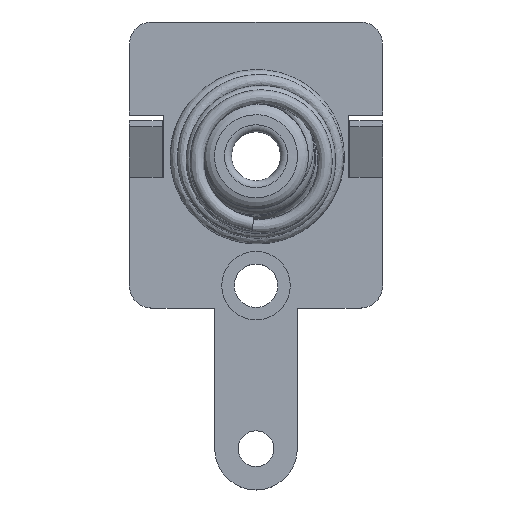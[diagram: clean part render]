
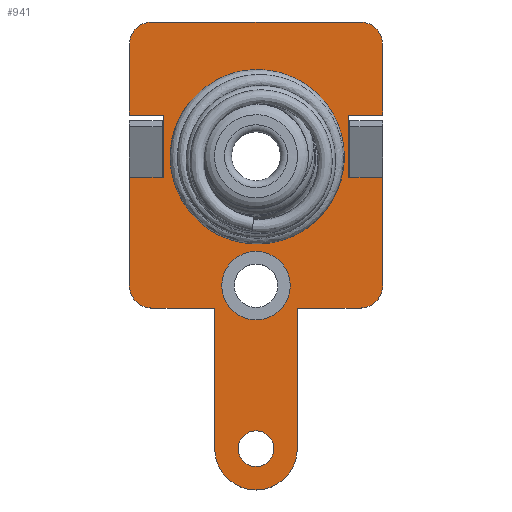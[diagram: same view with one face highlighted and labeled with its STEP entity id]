
A CAD part, top view. The second image highlights one B-rep face of the part: STEP entity #941.
In plain terms, the highlighted planar face has unit normal (0, 0, 1).
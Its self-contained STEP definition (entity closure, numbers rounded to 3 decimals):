
#62=LINE('',#1426,#135);
#65=LINE('',#1432,#138);
#69=LINE('',#1453,#142);
#70=LINE('',#1456,#143);
#71=LINE('',#1460,#144);
#72=LINE('',#1464,#145);
#73=LINE('',#1466,#146);
#74=LINE('',#1468,#147);
#75=LINE('',#1470,#148);
#76=LINE('',#1471,#149);
#77=LINE('',#1475,#150);
#78=LINE('',#1477,#151);
#79=LINE('',#1481,#152);
#80=LINE('',#1483,#153);
#81=LINE('',#1487,#154);
#82=LINE('',#1488,#155);
#83=LINE('',#1490,#156);
#135=VECTOR('',#1127,1000.);
#138=VECTOR('',#1132,1000.);
#142=VECTOR('',#1156,1000.);
#143=VECTOR('',#1157,1000.);
#144=VECTOR('',#1160,1000.);
#145=VECTOR('',#1163,1000.);
#146=VECTOR('',#1164,1000.);
#147=VECTOR('',#1165,1000.);
#148=VECTOR('',#1166,1000.);
#149=VECTOR('',#1167,1000.);
#150=VECTOR('',#1170,1000.);
#151=VECTOR('',#1171,1000.);
#152=VECTOR('',#1174,1000.);
#153=VECTOR('',#1175,1000.);
#154=VECTOR('',#1178,1000.);
#155=VECTOR('',#1179,1000.);
#156=VECTOR('',#1180,1000.);
#259=ORIENTED_EDGE('',*,*,#506,.T.);
#260=ORIENTED_EDGE('',*,*,#507,.T.);
#261=ORIENTED_EDGE('',*,*,#508,.T.);
#262=ORIENTED_EDGE('',*,*,#509,.T.);
#263=ORIENTED_EDGE('',*,*,#510,.F.);
#264=ORIENTED_EDGE('',*,*,#511,.T.);
#265=ORIENTED_EDGE('',*,*,#512,.F.);
#266=ORIENTED_EDGE('',*,*,#513,.T.);
#267=ORIENTED_EDGE('',*,*,#514,.T.);
#268=ORIENTED_EDGE('',*,*,#515,.T.);
#269=ORIENTED_EDGE('',*,*,#516,.T.);
#270=ORIENTED_EDGE('',*,*,#495,.T.);
#271=ORIENTED_EDGE('',*,*,#517,.T.);
#272=ORIENTED_EDGE('',*,*,#518,.F.);
#273=ORIENTED_EDGE('',*,*,#519,.T.);
#274=ORIENTED_EDGE('',*,*,#520,.T.);
#275=ORIENTED_EDGE('',*,*,#521,.F.);
#276=ORIENTED_EDGE('',*,*,#522,.T.);
#277=ORIENTED_EDGE('',*,*,#523,.T.);
#278=ORIENTED_EDGE('',*,*,#524,.F.);
#279=ORIENTED_EDGE('',*,*,#525,.T.);
#280=ORIENTED_EDGE('',*,*,#498,.T.);
#281=ORIENTED_EDGE('',*,*,#526,.T.);
#282=ORIENTED_EDGE('',*,*,#527,.T.);
#283=ORIENTED_EDGE('',*,*,#528,.T.);
#495=EDGE_CURVE('',#621,#620,#62,.T.);
#498=EDGE_CURVE('',#623,#622,#65,.T.);
#506=EDGE_CURVE('',#628,#628,#702,.F.);
#507=EDGE_CURVE('',#629,#629,#703,.T.);
#508=EDGE_CURVE('',#630,#631,#69,.T.);
#509=EDGE_CURVE('',#631,#632,#70,.T.);
#510=EDGE_CURVE('',#633,#632,#704,.T.);
#511=EDGE_CURVE('',#633,#634,#71,.T.);
#512=EDGE_CURVE('',#635,#634,#705,.T.);
#513=EDGE_CURVE('',#635,#636,#72,.T.);
#514=EDGE_CURVE('',#636,#637,#73,.T.);
#515=EDGE_CURVE('',#637,#638,#74,.T.);
#516=EDGE_CURVE('',#638,#621,#75,.T.);
#517=EDGE_CURVE('',#620,#639,#76,.T.);
#518=EDGE_CURVE('',#640,#639,#706,.T.);
#519=EDGE_CURVE('',#640,#641,#77,.T.);
#520=EDGE_CURVE('',#641,#642,#78,.T.);
#521=EDGE_CURVE('',#643,#642,#707,.T.);
#522=EDGE_CURVE('',#643,#644,#79,.T.);
#523=EDGE_CURVE('',#644,#645,#80,.T.);
#524=EDGE_CURVE('',#646,#645,#708,.T.);
#525=EDGE_CURVE('',#646,#623,#81,.T.);
#526=EDGE_CURVE('',#622,#647,#82,.T.);
#527=EDGE_CURVE('',#647,#630,#83,.T.);
#528=EDGE_CURVE('',#648,#648,#709,.T.);
#620=VERTEX_POINT('',#1425);
#621=VERTEX_POINT('',#1427);
#622=VERTEX_POINT('',#1431);
#623=VERTEX_POINT('',#1433);
#628=VERTEX_POINT('',#1450);
#629=VERTEX_POINT('',#1452);
#630=VERTEX_POINT('',#1454);
#631=VERTEX_POINT('',#1455);
#632=VERTEX_POINT('',#1457);
#633=VERTEX_POINT('',#1459);
#634=VERTEX_POINT('',#1461);
#635=VERTEX_POINT('',#1463);
#636=VERTEX_POINT('',#1465);
#637=VERTEX_POINT('',#1467);
#638=VERTEX_POINT('',#1469);
#639=VERTEX_POINT('',#1472);
#640=VERTEX_POINT('',#1474);
#641=VERTEX_POINT('',#1476);
#642=VERTEX_POINT('',#1478);
#643=VERTEX_POINT('',#1480);
#644=VERTEX_POINT('',#1482);
#645=VERTEX_POINT('',#1484);
#646=VERTEX_POINT('',#1486);
#647=VERTEX_POINT('',#1489);
#648=VERTEX_POINT('',#1492);
#702=CIRCLE('',#1019,2.501);
#703=CIRCLE('',#1020,0.648);
#704=CIRCLE('',#1021,0.813);
#705=CIRCLE('',#1022,0.813);
#706=CIRCLE('',#1023,0.813);
#707=CIRCLE('',#1024,1.499);
#708=CIRCLE('',#1025,0.813);
#709=CIRCLE('',#1026,1.245);
#741=EDGE_LOOP('',(#259));
#742=EDGE_LOOP('',(#260));
#743=EDGE_LOOP('',(#261,#262,#263,#264,#265,#266,#267,#268,#269,#270,#271,
#272,#273,#274,#275,#276,#277,#278,#279,#280,#281,#282));
#744=EDGE_LOOP('',(#283));
#826=FACE_BOUND('',#741,.T.);
#827=FACE_BOUND('',#742,.T.);
#828=FACE_BOUND('',#743,.T.);
#829=FACE_BOUND('',#744,.T.);
#908=PLANE('',#1018);
#941=ADVANCED_FACE('',(#826,#827,#828,#829),#908,.T.);
#1018=AXIS2_PLACEMENT_3D('',#1448,#1150,#1151);
#1019=AXIS2_PLACEMENT_3D('',#1449,#1152,#1153);
#1020=AXIS2_PLACEMENT_3D('',#1451,#1154,#1155);
#1021=AXIS2_PLACEMENT_3D('',#1458,#1158,#1159);
#1022=AXIS2_PLACEMENT_3D('',#1462,#1161,#1162);
#1023=AXIS2_PLACEMENT_3D('',#1473,#1168,#1169);
#1024=AXIS2_PLACEMENT_3D('',#1479,#1172,#1173);
#1025=AXIS2_PLACEMENT_3D('',#1485,#1176,#1177);
#1026=AXIS2_PLACEMENT_3D('',#1491,#1181,#1182);
#1127=DIRECTION('',(-1.,0.,0.));
#1132=DIRECTION('',(-1.,0.,0.));
#1150=DIRECTION('',(0.,0.,1.));
#1151=DIRECTION('',(1.,0.,0.));
#1152=DIRECTION('',(0.,0.,1.));
#1153=DIRECTION('',(1.,0.,0.));
#1154=DIRECTION('',(0.,0.,-1.));
#1155=DIRECTION('',(-1.,0.,0.));
#1156=DIRECTION('',(1.,0.,0.));
#1157=DIRECTION('',(0.,1.,0.));
#1158=DIRECTION('',(0.,0.,-1.));
#1159=DIRECTION('',(-1.,0.,0.));
#1160=DIRECTION('',(-1.,0.,0.));
#1161=DIRECTION('',(0.,0.,-1.));
#1162=DIRECTION('',(-1.,0.,0.));
#1163=DIRECTION('',(0.,-1.,0.));
#1164=DIRECTION('',(1.,0.,0.));
#1165=DIRECTION('',(0.,-1.,0.));
#1166=DIRECTION('',(-1.,0.,0.));
#1167=DIRECTION('',(0.,-1.,0.));
#1168=DIRECTION('',(0.,0.,-1.));
#1169=DIRECTION('',(-1.,0.,0.));
#1170=DIRECTION('',(1.,0.,0.));
#1171=DIRECTION('',(0.,-1.,0.));
#1172=DIRECTION('',(0.,0.,-1.));
#1173=DIRECTION('',(-1.,0.,0.));
#1174=DIRECTION('',(0.,1.,0.));
#1175=DIRECTION('',(1.,0.,0.));
#1176=DIRECTION('',(0.,0.,-1.));
#1177=DIRECTION('',(-1.,0.,0.));
#1178=DIRECTION('',(0.,1.,0.));
#1179=DIRECTION('',(-1.,0.,0.));
#1180=DIRECTION('',(0.,1.,0.));
#1181=DIRECTION('',(0.,0.,-1.));
#1182=DIRECTION('',(-1.,0.,0.));
#1425=CARTESIAN_POINT('',(-3.194,2.154,-0.479));
#1426=CARTESIAN_POINT('',(5.188,2.154,-0.479));
#1427=CARTESIAN_POINT('',(-2.,2.154,-0.479));
#1431=CARTESIAN_POINT('',(4.807,2.154,-0.479));
#1432=CARTESIAN_POINT('',(5.188,2.154,-0.479));
#1433=CARTESIAN_POINT('',(6.001,2.154,-0.479));
#1448=CARTESIAN_POINT('',(5.188,6.98,-0.479));
#1449=CARTESIAN_POINT('',(1.402,2.916,-0.479));
#1450=CARTESIAN_POINT('',(3.904,2.916,-0.479));
#1451=CARTESIAN_POINT('',(1.404,-7.701,-0.479));
#1452=CARTESIAN_POINT('',(0.756,-7.701,-0.479));
#1453=CARTESIAN_POINT('',(6.001,4.415,-0.479));
#1454=CARTESIAN_POINT('',(4.756,4.415,-0.479));
#1455=CARTESIAN_POINT('',(6.001,4.415,-0.479));
#1456=CARTESIAN_POINT('',(6.001,6.98,-0.479));
#1457=CARTESIAN_POINT('',(6.001,6.98,-0.479));
#1458=CARTESIAN_POINT('',(5.188,6.98,-0.479));
#1459=CARTESIAN_POINT('',(5.188,7.793,-0.479));
#1460=CARTESIAN_POINT('',(-2.381,7.793,-0.479));
#1461=CARTESIAN_POINT('',(-2.381,7.793,-0.479));
#1462=CARTESIAN_POINT('',(-2.381,6.98,-0.479));
#1463=CARTESIAN_POINT('',(-3.194,6.98,-0.479));
#1464=CARTESIAN_POINT('',(-3.194,6.98,-0.479));
#1465=CARTESIAN_POINT('',(-3.194,4.415,-0.479));
#1466=CARTESIAN_POINT('',(5.188,4.415,-0.479));
#1467=CARTESIAN_POINT('',(-1.949,4.415,-0.479));
#1468=CARTESIAN_POINT('',(-1.949,4.415,-0.479));
#1469=CARTESIAN_POINT('',(-1.949,2.154,-0.479));
#1470=CARTESIAN_POINT('',(5.188,2.154,-0.479));
#1471=CARTESIAN_POINT('',(-3.194,2.154,-0.479));
#1472=CARTESIAN_POINT('',(-3.194,-1.783,-0.479));
#1473=CARTESIAN_POINT('',(-2.381,-1.783,-0.479));
#1474=CARTESIAN_POINT('',(-2.381,-2.596,-0.479));
#1475=CARTESIAN_POINT('',(5.188,-2.596,-0.479));
#1476=CARTESIAN_POINT('',(-0.095,-2.596,-0.479));
#1477=CARTESIAN_POINT('',(-0.095,-7.701,-0.479));
#1478=CARTESIAN_POINT('',(-0.095,-7.701,-0.479));
#1479=CARTESIAN_POINT('',(1.404,-7.701,-0.479));
#1480=CARTESIAN_POINT('',(2.902,-7.701,-0.479));
#1481=CARTESIAN_POINT('',(2.902,-7.701,-0.479));
#1482=CARTESIAN_POINT('',(2.902,-2.596,-0.479));
#1483=CARTESIAN_POINT('',(2.902,-2.596,-0.479));
#1484=CARTESIAN_POINT('',(5.188,-2.596,-0.479));
#1485=CARTESIAN_POINT('',(5.188,-1.783,-0.479));
#1486=CARTESIAN_POINT('',(6.001,-1.783,-0.479));
#1487=CARTESIAN_POINT('',(6.001,6.98,-0.479));
#1488=CARTESIAN_POINT('',(4.756,2.154,-0.479));
#1489=CARTESIAN_POINT('',(4.756,2.154,-0.479));
#1490=CARTESIAN_POINT('',(4.756,4.415,-0.479));
#1491=CARTESIAN_POINT('',(1.404,-1.783,-0.479));
#1492=CARTESIAN_POINT('',(0.159,-1.783,-0.479));
